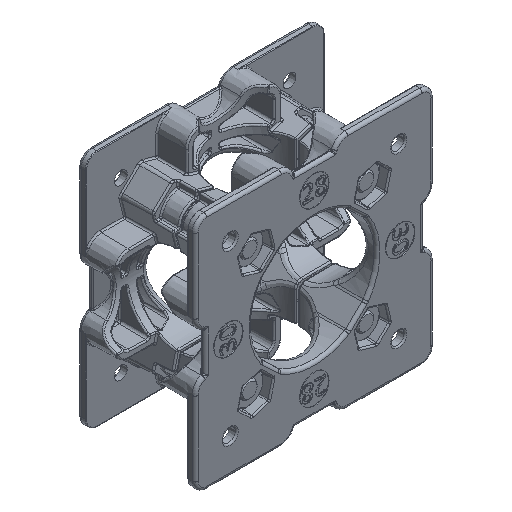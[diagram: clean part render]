
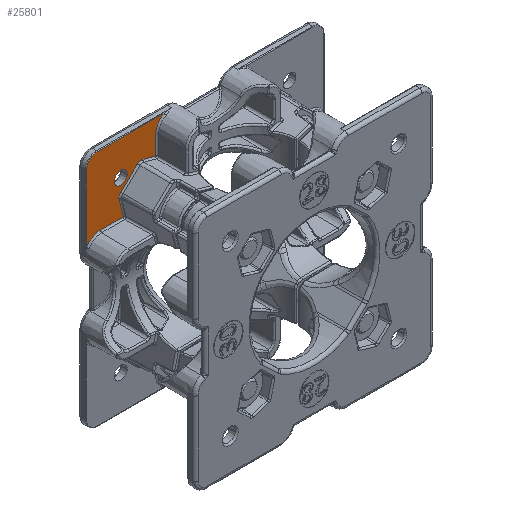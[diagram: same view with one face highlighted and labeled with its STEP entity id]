
A CAD part, isometric view. The second image highlights one B-rep face of the part: STEP entity #25801.
In plain terms, the highlighted planar face has unit normal (0, -1, 0).
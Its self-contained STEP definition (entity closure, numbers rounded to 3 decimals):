
#242=PLANE('',#27941);
#824=LINE('',#45523,#1970);
#825=LINE('',#45527,#1971);
#826=LINE('',#45529,#1972);
#827=LINE('',#45532,#1973);
#828=LINE('',#45534,#1974);
#829=LINE('',#45536,#1975);
#830=LINE('',#45540,#1976);
#1970=VECTOR('',#31916,22.882);
#1971=VECTOR('',#31919,7.883);
#1972=VECTOR('',#31920,6.129);
#1973=VECTOR('',#31923,7.967);
#1974=VECTOR('',#31924,4.592);
#1975=VECTOR('',#31925,6.576);
#1976=VECTOR('',#31928,22.882);
#4107=FACE_BOUND('',#6080,.T.);
#4351=FACE_OUTER_BOUND('',#6079,.T.);
#6079=EDGE_LOOP('',(#17487,#17488,#17489,#17490,#17491,#17492,#17493,#17494,
#17495,#17496,#17497,#17498));
#6080=EDGE_LOOP('',(#17499));
#8510=CIRCLE('',#27385,2.209);
#8677=CIRCLE('',#27621,1.943);
#8804=CIRCLE('',#27942,5.491);
#8805=CIRCLE('',#27943,1.943);
#8806=CIRCLE('',#27944,5.491);
#8807=CIRCLE('',#27945,3.803);
#10120=VERTEX_POINT('',#37592);
#10359=VERTEX_POINT('',#38946);
#10360=VERTEX_POINT('',#38947);
#11150=VERTEX_POINT('',#45521);
#11151=VERTEX_POINT('',#45522);
#11152=VERTEX_POINT('',#45524);
#11153=VERTEX_POINT('',#45526);
#11154=VERTEX_POINT('',#45528);
#11155=VERTEX_POINT('',#45530);
#11156=VERTEX_POINT('',#45533);
#11157=VERTEX_POINT('',#45535);
#11158=VERTEX_POINT('',#45537);
#11159=VERTEX_POINT('',#45539);
#12359=EDGE_CURVE('',#10120,#10120,#8510,.T.);
#12612=EDGE_CURVE('',#10359,#10360,#8677,.T.);
#13515=EDGE_CURVE('',#11150,#11151,#824,.T.);
#13516=EDGE_CURVE('',#11151,#11152,#8804,.T.);
#13517=EDGE_CURVE('',#11152,#11153,#825,.T.);
#13518=EDGE_CURVE('',#11153,#11154,#826,.T.);
#13519=EDGE_CURVE('',#11154,#11155,#8805,.T.);
#13520=EDGE_CURVE('',#11155,#10359,#827,.T.);
#13521=EDGE_CURVE('',#10360,#11156,#828,.T.);
#13522=EDGE_CURVE('',#11156,#11157,#829,.T.);
#13523=EDGE_CURVE('',#11157,#11158,#8806,.T.);
#13524=EDGE_CURVE('',#11158,#11159,#830,.T.);
#13525=EDGE_CURVE('',#11159,#11150,#8807,.T.);
#17487=ORIENTED_EDGE('',*,*,#13515,.T.);
#17488=ORIENTED_EDGE('',*,*,#13516,.T.);
#17489=ORIENTED_EDGE('',*,*,#13517,.T.);
#17490=ORIENTED_EDGE('',*,*,#13518,.T.);
#17491=ORIENTED_EDGE('',*,*,#13519,.T.);
#17492=ORIENTED_EDGE('',*,*,#13520,.T.);
#17493=ORIENTED_EDGE('',*,*,#12612,.T.);
#17494=ORIENTED_EDGE('',*,*,#13521,.T.);
#17495=ORIENTED_EDGE('',*,*,#13522,.T.);
#17496=ORIENTED_EDGE('',*,*,#13523,.T.);
#17497=ORIENTED_EDGE('',*,*,#13524,.T.);
#17498=ORIENTED_EDGE('',*,*,#13525,.T.);
#17499=ORIENTED_EDGE('',*,*,#12359,.T.);
#25801=ADVANCED_FACE('',(#4351,#4107),#242,.F.);
#27385=AXIS2_PLACEMENT_3D('',#37593,#30420,#30421);
#27621=AXIS2_PLACEMENT_3D('',#38948,#30919,#30920);
#27941=AXIS2_PLACEMENT_3D('',#45520,#31914,#31915);
#27942=AXIS2_PLACEMENT_3D('',#45525,#31917,#31918);
#27943=AXIS2_PLACEMENT_3D('',#45531,#31921,#31922);
#27944=AXIS2_PLACEMENT_3D('',#45538,#31926,#31927);
#27945=AXIS2_PLACEMENT_3D('',#45541,#31929,#31930);
#30420=DIRECTION('center_axis',(0.,1.,0.));
#30421=DIRECTION('ref_axis',(0.,0.,1.));
#30919=DIRECTION('center_axis',(0.,1.,0.));
#30920=DIRECTION('ref_axis',(0.,0.,1.));
#31914=DIRECTION('center_axis',(0.,1.,0.));
#31915=DIRECTION('ref_axis',(0.,0.,1.));
#31916=DIRECTION('',(0.,0.,-1.));
#31917=DIRECTION('center_axis',(0.,1.,0.));
#31918=DIRECTION('ref_axis',(0.,0.,1.));
#31919=DIRECTION('',(1.,0.,0.));
#31920=DIRECTION('',(-0.235,0.,0.972));
#31921=DIRECTION('center_axis',(0.,1.,0.));
#31922=DIRECTION('ref_axis',(0.,0.,1.));
#31923=DIRECTION('',(0.724,0.,0.69));
#31924=DIRECTION('',(0.959,0.,-0.282));
#31925=DIRECTION('',(0.,0.,1.));
#31926=DIRECTION('center_axis',(0.,1.,0.));
#31927=DIRECTION('ref_axis',(0.,0.,1.));
#31928=DIRECTION('',(-1.,0.,0.));
#31929=DIRECTION('center_axis',(0.,-1.,0.));
#31930=DIRECTION('ref_axis',(0.,0.,1.));
#37592=CARTESIAN_POINT('',(-29.,17.4,31.209));
#37593=CARTESIAN_POINT('Origin',(-29.,17.4,29.));
#38946=CARTESIAN_POINT('',(-23.241,17.4,30.263));
#38947=CARTESIAN_POINT('',(-21.353,17.4,30.72));
#38948=CARTESIAN_POINT('Origin',(-21.901,17.4,28.856));
#45520=CARTESIAN_POINT('Origin',(0.,17.4,0.));
#45521=CARTESIAN_POINT('',(-40.803,17.4,37.));
#45522=CARTESIAN_POINT('',(-40.803,17.4,14.118));
#45523=CARTESIAN_POINT('',(-40.803,17.4,0.));
#45524=CARTESIAN_POINT('',(-36.,17.4,16.948));
#45525=CARTESIAN_POINT('Origin',(-36.,17.4,11.456));
#45526=CARTESIAN_POINT('',(-28.117,17.4,16.948));
#45527=CARTESIAN_POINT('',(-27.998,17.4,16.948));
#45528=CARTESIAN_POINT('',(-29.559,17.4,22.904));
#45529=CARTESIAN_POINT('',(-29.559,17.4,22.904));
#45530=CARTESIAN_POINT('',(-29.01,17.4,24.768));
#45531=CARTESIAN_POINT('Origin',(-27.671,17.4,23.361));
#45532=CARTESIAN_POINT('',(-23.241,17.4,30.263));
#45533=CARTESIAN_POINT('',(-16.948,17.4,29.424));
#45534=CARTESIAN_POINT('',(-16.319,17.4,29.239));
#45535=CARTESIAN_POINT('',(-16.948,17.4,36.));
#45536=CARTESIAN_POINT('',(-16.948,17.4,36.));
#45537=CARTESIAN_POINT('',(-14.118,17.4,40.803));
#45538=CARTESIAN_POINT('Origin',(-11.456,17.4,36.));
#45539=CARTESIAN_POINT('',(-37.,17.4,40.803));
#45540=CARTESIAN_POINT('',(0.,17.4,40.803));
#45541=CARTESIAN_POINT('Origin',(-37.,17.4,37.));
